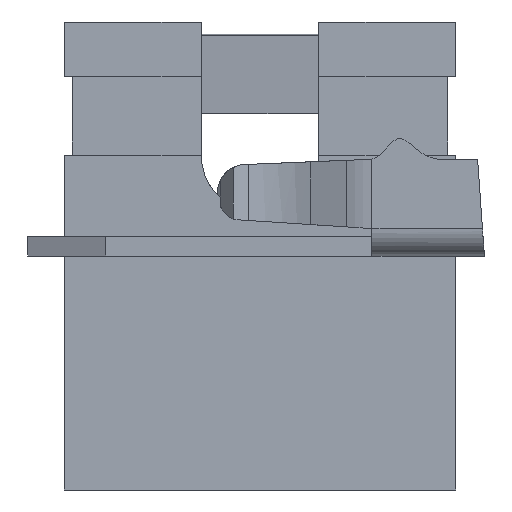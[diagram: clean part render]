
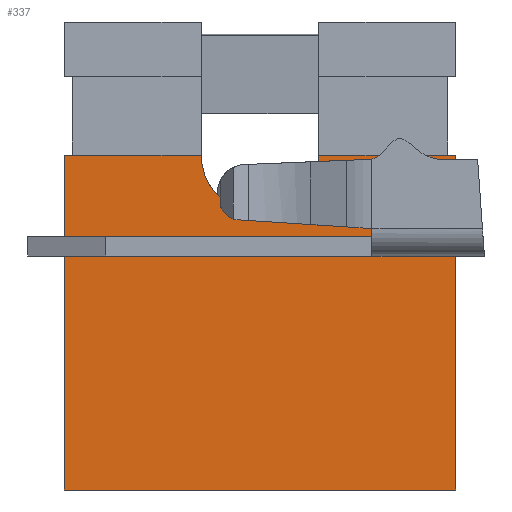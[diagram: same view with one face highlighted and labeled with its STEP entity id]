
A CAD part, front view. The second image highlights one B-rep face of the part: STEP entity #337.
In plain terms, the highlighted planar face has unit normal (0, -1, 0).
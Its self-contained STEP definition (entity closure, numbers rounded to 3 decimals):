
#337 = ADVANCED_FACE( '', ( #720 ), #721, .F. );
#720 = FACE_OUTER_BOUND( '', #1149, .T. );
#721 = PLANE( '', #1150 );
#1149 = EDGE_LOOP( '', ( #2110, #2111, #2112, #2113, #2114, #2115 ) );
#1150 = AXIS2_PLACEMENT_3D( '', #2116, #2117, #2118 );
#2110 = ORIENTED_EDGE( '', *, *, #2971, .F. );
#2111 = ORIENTED_EDGE( '', *, *, #2633, .F. );
#2112 = ORIENTED_EDGE( '', *, *, #2671, .F. );
#2113 = ORIENTED_EDGE( '', *, *, #2976, .F. );
#2114 = ORIENTED_EDGE( '', *, *, #2653, .F. );
#2115 = ORIENTED_EDGE( '', *, *, #2736, .F. );
#2116 = CARTESIAN_POINT( '', ( 0., -1.22, 0. ) );
#2117 = DIRECTION( '', ( 0., 1., 0. ) );
#2118 = DIRECTION( '', ( 0., 0., 1. ) );
#2633 = EDGE_CURVE( '', #3161, #3163, #3164, .T. );
#2653 = EDGE_CURVE( '', #3197, #3199, #3200, .T. );
#2671 = EDGE_CURVE( '', #3230, #3161, #3232, .T. );
#2736 = EDGE_CURVE( '', #3336, #3197, #3338, .T. );
#2971 = EDGE_CURVE( '', #3163, #3336, #3684, .T. );
#2976 = EDGE_CURVE( '', #3199, #3230, #3690, .T. );
#3161 = VERTEX_POINT( '', #3919 );
#3163 = VERTEX_POINT( '', #3922 );
#3164 = CIRCLE( '', #3923, 0.75 );
#3197 = VERTEX_POINT( '', #3969 );
#3199 = VERTEX_POINT( '', #3972 );
#3200 = LINE( '', #3973, #3974 );
#3230 = VERTEX_POINT( '', #4018 );
#3232 = LINE( '', #4021, #4022 );
#3336 = VERTEX_POINT( '', #4177 );
#3338 = LINE( '', #4180, #4181 );
#3684 = LINE( '', #4692, #4693 );
#3690 = LINE( '', #4702, #4703 );
#3919 = CARTESIAN_POINT( '', ( -0.75, -1.22, 1.29 ) );
#3922 = CARTESIAN_POINT( '', ( 0.75, -1.22, 1.29 ) );
#3923 = AXIS2_PLACEMENT_3D( '', #4942, #4943, #4944 );
#3969 = CARTESIAN_POINT( '', ( 2.5, -1.22, -2.99 ) );
#3972 = CARTESIAN_POINT( '', ( -2.5, -1.22, -2.99 ) );
#3973 = CARTESIAN_POINT( '', ( 2.5, -1.22, -2.99 ) );
#3974 = VECTOR( '', #4965, 1000. );
#4018 = CARTESIAN_POINT( '', ( -2.5, -1.22, 1.29 ) );
#4021 = CARTESIAN_POINT( '', ( -2.5, -1.22, 1.29 ) );
#4022 = VECTOR( '', #4981, 1000. );
#4177 = CARTESIAN_POINT( '', ( 2.5, -1.22, 1.29 ) );
#4180 = CARTESIAN_POINT( '', ( 2.5, -1.22, 2.99 ) );
#4181 = VECTOR( '', #5056, 1000. );
#4692 = CARTESIAN_POINT( '', ( -2.5, -1.22, 1.29 ) );
#4693 = VECTOR( '', #5322, 1000. );
#4702 = CARTESIAN_POINT( '', ( -2.5, -1.22, -2.99 ) );
#4703 = VECTOR( '', #5326, 1000. );
#4942 = CARTESIAN_POINT( '', ( 0., -1.22, 1.29 ) );
#4943 = DIRECTION( '', ( 0., -1., 0. ) );
#4944 = DIRECTION( '', ( -1., 0., 0. ) );
#4965 = DIRECTION( '', ( -1., 0., 0. ) );
#4981 = DIRECTION( '', ( 1., 0., 0. ) );
#5056 = DIRECTION( '', ( 0., 0., -1. ) );
#5322 = DIRECTION( '', ( 1., 0., 0. ) );
#5326 = DIRECTION( '', ( 0., 0., 1. ) );
